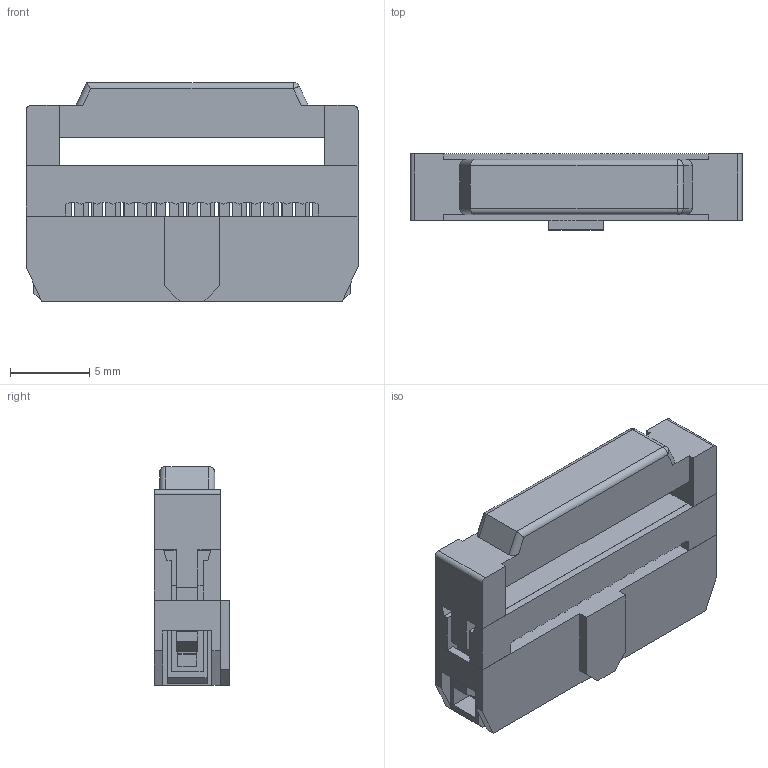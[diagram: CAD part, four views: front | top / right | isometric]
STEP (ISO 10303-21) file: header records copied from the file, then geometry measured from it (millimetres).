
FILE_DESCRIPTION( ( 'Unknown' ), '1' );
FILE_NAME( '62501623021.stp', 'Unknown', ( 'Unknown' ), ( 'Unknown' ), 'PSStep 15.0.49', 'Unknown', ' ' );
FILE_SCHEMA( ( 'AUTOMOTIVE_DESIGN { 1 0 10303 214 1 1 1 1 }' ) );
Length unit declared in the file: millimetre
Products named in the file (5): Assem1; 6250xx23021_PIN; 61201623021; 61201623021_PAD; 61201623021_Strain_relief
Assembly tree (19 placements, depth 2):
  Assem1
    6250xx23021_PIN  x16
    61201623021
    61201623021_PAD
    61201623021_Strain_relief
Bounding box: 21 x 4.8 x 13.85 mm (x, y, z)
Volume: 845.6 mm3; surface area: 2175.3 mm2
Topology: 19 solids, 19 shells, 1053 faces, 2967 edges, 1946 vertices
Faces by surface type: plane 754, cylinder 297, sphere 2
Entity records: 19285 total; most frequent: CARTESIAN_POINT 2714, ORIENTED_EDGE 2690, DIRECTION 2463, EDGE_CURVE 1345, LINE 1233, VECTOR 1233, VERTEX_POINT 866, AXIS2_PLACEMENT_3D 615
